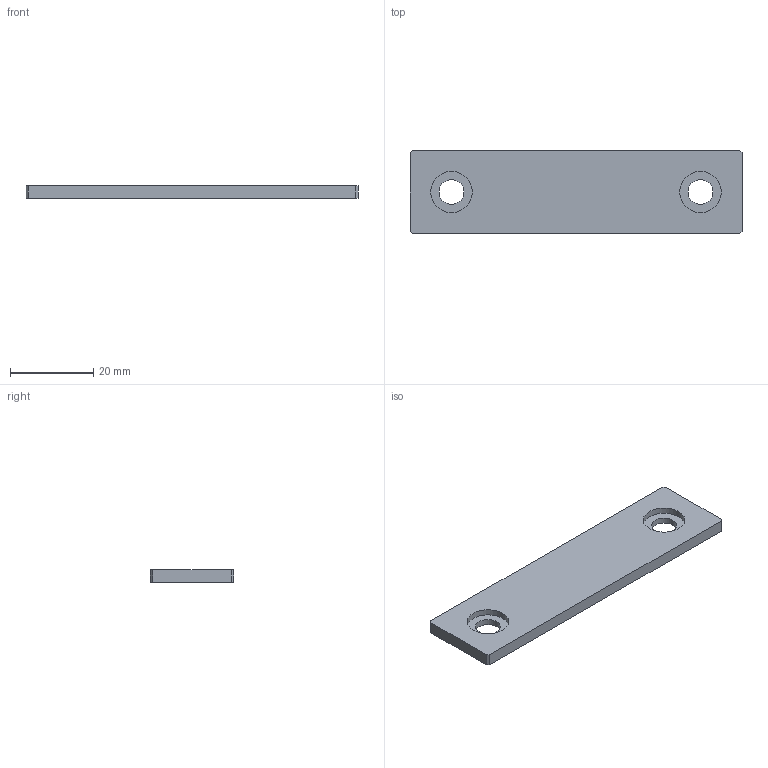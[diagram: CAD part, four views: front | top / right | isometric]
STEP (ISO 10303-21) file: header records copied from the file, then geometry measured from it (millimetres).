
FILE_DESCRIPTION(/* description */ (''),/* implementation_level */ '2;1');
FILE_NAME(/* name */ 'Extrusion-End-Cap-20x80_v1.step',/* time_stamp */ '2022-05-10T16:50:50+01:00',/* author */ (''),/* organization */ (''),/* preprocessor_version */ 'ST-DEVELOPER v18.1',/* originating_system */ 'Autodesk Translation Framework v10.14.0.1471',/* authorisation */ '');
FILE_SCHEMA (('AUTOMOTIVE_DESIGN { 1 0 10303 214 3 1 1 }'));
Length unit declared in the file: millimetre
Products named in the file (1): Extrusion-End-Cap-20x80
Bounding box: 80 x 20 x 3 mm (x, y, z)
Volume: 4478.1 mm3; surface area: 3833.2 mm2
Topology: 1 solids, 1 shells, 16 faces, 36 edges, 24 vertices
Faces by surface type: plane 12, cylinder 4
Full cylindrical faces by diameter (mm): 6 x2, 10 x2
Entity records: 496 total; most frequent: DIRECTION 78, CARTESIAN_POINT 77, ORIENTED_EDGE 72, EDGE_CURVE 36, LINE 28, VECTOR 28, AXIS2_PLACEMENT_3D 25, VERTEX_POINT 24
